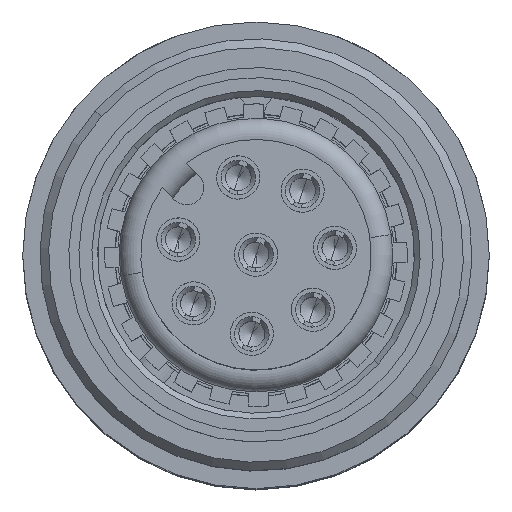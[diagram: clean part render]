
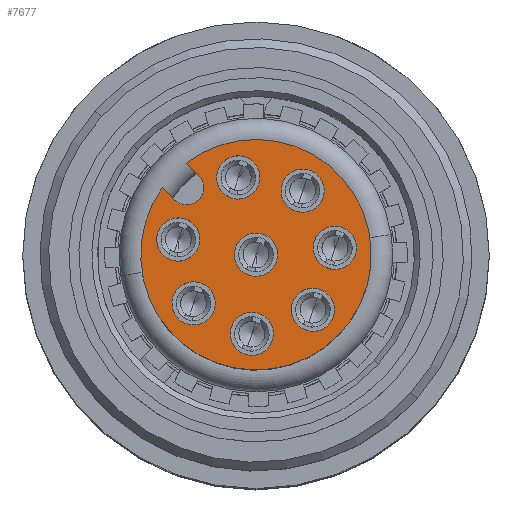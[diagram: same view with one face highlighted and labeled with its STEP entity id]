
A CAD part, top view. The second image highlights one B-rep face of the part: STEP entity #7677.
In plain terms, the highlighted planar face has unit normal (0, 0, 1).
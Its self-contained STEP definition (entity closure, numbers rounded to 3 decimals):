
#292=CARTESIAN_POINT('',(1.749,4.974,29.16));
#293=DIRECTION('',(0.,0.,1.));
#294=DIRECTION('',(0.719,-0.695,0.));
#295=AXIS2_PLACEMENT_3D('',#292,#293,#294);
#297=CARTESIAN_POINT('',(4.157,2.645,29.16));
#298=DIRECTION('',(0.,0.,-1.));
#299=DIRECTION('',(-0.606,0.795,0.));
#300=AXIS2_PLACEMENT_3D('',#297,#298,#299);
#302=CARTESIAN_POINT('',(4.157,2.645,29.16));
#303=DIRECTION('',(0.,0.,-1.));
#304=DIRECTION('',(0.719,-0.695,0.));
#305=AXIS2_PLACEMENT_3D('',#302,#303,#304);
#307=CARTESIAN_POINT('',(1.749,4.974,29.16));
#308=DIRECTION('',(0.,0.,1.));
#309=DIRECTION('',(-0.695,-0.719,0.));
#310=AXIS2_PLACEMENT_3D('',#307,#308,#309);
#312=CARTESIAN_POINT('',(1.988,0.953,29.16));
#313=DIRECTION('',(0.,0.,1.));
#314=DIRECTION('',(0.719,-0.695,0.));
#315=AXIS2_PLACEMENT_3D('',#312,#313,#314);
#317=CARTESIAN_POINT('',(1.988,0.953,29.16));
#318=DIRECTION('',(0.,0.,1.));
#319=DIRECTION('',(-0.719,0.695,0.));
#320=AXIS2_PLACEMENT_3D('',#317,#318,#319);
#322=CARTESIAN_POINT('',(1.458,3.171,29.16));
#323=DIRECTION('',(0.,0.,1.));
#324=DIRECTION('',(0.719,-0.695,0.));
#325=AXIS2_PLACEMENT_3D('',#322,#323,#324);
#327=CARTESIAN_POINT('',(1.458,3.171,29.16));
#328=DIRECTION('',(0.,0.,1.));
#329=DIRECTION('',(-0.719,0.695,0.));
#330=AXIS2_PLACEMENT_3D('',#327,#328,#329);
#332=CARTESIAN_POINT('',(5.775,4.868,29.16));
#333=DIRECTION('',(0.,0.,1.));
#334=DIRECTION('',(0.719,-0.695,0.));
#335=AXIS2_PLACEMENT_3D('',#332,#333,#334);
#337=CARTESIAN_POINT('',(5.775,4.868,29.16));
#338=DIRECTION('',(0.,0.,1.));
#339=DIRECTION('',(-0.719,0.695,0.));
#340=AXIS2_PLACEMENT_3D('',#337,#338,#339);
#342=CARTESIAN_POINT('',(6.133,0.733,29.16));
#343=DIRECTION('',(0.,0.,1.));
#344=DIRECTION('',(0.719,-0.695,0.));
#345=AXIS2_PLACEMENT_3D('',#342,#343,#344);
#347=CARTESIAN_POINT('',(6.133,0.733,29.16));
#348=DIRECTION('',(0.,0.,1.));
#349=DIRECTION('',(-0.719,0.695,0.));
#350=AXIS2_PLACEMENT_3D('',#347,#348,#349);
#352=CARTESIAN_POINT('',(6.896,2.882,29.16));
#353=DIRECTION('',(0.,0.,1.));
#354=DIRECTION('',(0.719,-0.695,0.));
#355=AXIS2_PLACEMENT_3D('',#352,#353,#354);
#357=CARTESIAN_POINT('',(6.896,2.882,29.16));
#358=DIRECTION('',(0.,0.,1.));
#359=DIRECTION('',(-0.719,0.695,0.));
#360=AXIS2_PLACEMENT_3D('',#357,#358,#359);
#362=CARTESIAN_POINT('',(3.54,5.325,29.16));
#363=DIRECTION('',(0.,0.,1.));
#364=DIRECTION('',(0.719,-0.695,0.));
#365=AXIS2_PLACEMENT_3D('',#362,#363,#364);
#367=CARTESIAN_POINT('',(3.54,5.325,29.16));
#368=DIRECTION('',(0.,0.,1.));
#369=DIRECTION('',(-0.719,0.695,0.));
#370=AXIS2_PLACEMENT_3D('',#367,#368,#369);
#372=CARTESIAN_POINT('',(4.157,2.645,29.16));
#373=DIRECTION('',(0.,0.,1.));
#374=DIRECTION('',(0.719,-0.695,0.));
#375=AXIS2_PLACEMENT_3D('',#372,#373,#374);
#377=CARTESIAN_POINT('',(4.157,2.645,29.16));
#378=DIRECTION('',(0.,0.,1.));
#379=DIRECTION('',(-0.719,0.695,0.));
#380=AXIS2_PLACEMENT_3D('',#377,#378,#379);
#382=CARTESIAN_POINT('',(4.01,-0.102,29.16));
#383=DIRECTION('',(0.,0.,1.));
#384=DIRECTION('',(0.719,-0.695,0.));
#385=AXIS2_PLACEMENT_3D('',#382,#383,#384);
#387=CARTESIAN_POINT('',(4.01,-0.102,29.16));
#388=DIRECTION('',(0.,0.,1.));
#389=DIRECTION('',(-0.719,0.695,0.));
#390=AXIS2_PLACEMENT_3D('',#387,#388,#389);
#400=DIRECTION('',(-0.719,0.695,0.));
#401=VECTOR('',#400,0.605);
#402=CARTESIAN_POINT('',(1.331,4.542,29.16));
#403=LINE('',#402,#401);
#517=DIRECTION('',(0.719,-0.695,0.));
#518=VECTOR('',#517,0.605);
#519=CARTESIAN_POINT('',(1.731,5.825,29.16));
#520=LINE('',#519,#518);
#6689=CARTESIAN_POINT('',(1.731,5.825,29.16));
#6690=CARTESIAN_POINT('',(7.032,-0.136,
29.16));
#6691=VERTEX_POINT('',#6689);
#6692=VERTEX_POINT('',#6690);
#6693=CARTESIAN_POINT('',(0.897,4.963,29.16));
#6694=VERTEX_POINT('',#6693);
#6695=CARTESIAN_POINT('',(2.18,4.556,29.16));
#6696=CARTESIAN_POINT('',(2.166,5.405,29.16));
#6697=VERTEX_POINT('',#6695);
#6698=VERTEX_POINT('',#6696);
#6699=CARTESIAN_POINT('',(1.331,4.542,29.16));
#6700=VERTEX_POINT('',#6699);
#6701=CARTESIAN_POINT('',(2.527,0.432,29.16));
#6702=CARTESIAN_POINT('',(1.449,1.475,29.16));
#6703=VERTEX_POINT('',#6701);
#6704=VERTEX_POINT('',#6702);
#6705=CARTESIAN_POINT('',(1.997,2.65,29.16));
#6706=CARTESIAN_POINT('',(0.918,3.693,29.16));
#6707=VERTEX_POINT('',#6705);
#6708=VERTEX_POINT('',#6706);
#6709=CARTESIAN_POINT('',(6.314,4.347,29.16));
#6710=CARTESIAN_POINT('',(5.236,5.39,29.16));
#6711=VERTEX_POINT('',#6709);
#6712=VERTEX_POINT('',#6710);
#6713=CARTESIAN_POINT('',(6.672,0.211,29.16));
#6714=CARTESIAN_POINT('',(5.594,1.254,29.16));
#6715=VERTEX_POINT('',#6713);
#6716=VERTEX_POINT('',#6714);
#6717=CARTESIAN_POINT('',(7.435,2.361,29.16));
#6718=CARTESIAN_POINT('',(6.357,3.404,29.16));
#6719=VERTEX_POINT('',#6717);
#6720=VERTEX_POINT('',#6718);
#6721=CARTESIAN_POINT('',(4.079,4.803,29.16));
#6722=CARTESIAN_POINT('',(3.001,5.846,29.16));
#6723=VERTEX_POINT('',#6721);
#6724=VERTEX_POINT('',#6722);
#6725=CARTESIAN_POINT('',(4.696,2.123,29.16));
#6726=CARTESIAN_POINT('',(3.617,3.166,29.16));
#6727=VERTEX_POINT('',#6725);
#6728=VERTEX_POINT('',#6726);
#6729=CARTESIAN_POINT('',(4.55,-0.623,
29.16));
#6730=CARTESIAN_POINT('',(3.471,0.42,29.16));
#6731=VERTEX_POINT('',#6729);
#6732=VERTEX_POINT('',#6730);
#7612=CARTESIAN_POINT('',(4.173,2.629,29.16));
#7613=DIRECTION('',(0.,0.,1.));
#7614=DIRECTION('',(0.719,-0.695,0.));
#7615=AXIS2_PLACEMENT_3D('',#7612,#7613,#7614);
#7616=PLANE('',#7615);
#7618=ORIENTED_EDGE('',*,*,#7617,.T.);
#7620=ORIENTED_EDGE('',*,*,#7619,.F.);
#7622=ORIENTED_EDGE('',*,*,#7621,.T.);
#7624=ORIENTED_EDGE('',*,*,#7623,.T.);
#7626=ORIENTED_EDGE('',*,*,#7625,.F.);
#7628=ORIENTED_EDGE('',*,*,#7627,.T.);
#7629=EDGE_LOOP('',(#7618,#7620,#7622,#7624,#7626,#7628));
#7630=FACE_OUTER_BOUND('',#7629,.F.);
#7632=ORIENTED_EDGE('',*,*,#7631,.T.);
#7634=ORIENTED_EDGE('',*,*,#7633,.T.);
#7635=EDGE_LOOP('',(#7632,#7634));
#7636=FACE_BOUND('',#7635,.F.);
#7638=ORIENTED_EDGE('',*,*,#7637,.T.);
#7640=ORIENTED_EDGE('',*,*,#7639,.T.);
#7641=EDGE_LOOP('',(#7638,#7640));
#7642=FACE_BOUND('',#7641,.F.);
#7644=ORIENTED_EDGE('',*,*,#7643,.T.);
#7646=ORIENTED_EDGE('',*,*,#7645,.T.);
#7647=EDGE_LOOP('',(#7644,#7646));
#7648=FACE_BOUND('',#7647,.F.);
#7649=ORIENTED_EDGE('',*,*,#7592,.T.);
#7650=ORIENTED_EDGE('',*,*,#7605,.T.);
#7651=EDGE_LOOP('',(#7649,#7650));
#7652=FACE_BOUND('',#7651,.F.);
#7654=ORIENTED_EDGE('',*,*,#7653,.T.);
#7656=ORIENTED_EDGE('',*,*,#7655,.T.);
#7657=EDGE_LOOP('',(#7654,#7656));
#7658=FACE_BOUND('',#7657,.F.);
#7660=ORIENTED_EDGE('',*,*,#7659,.T.);
#7662=ORIENTED_EDGE('',*,*,#7661,.T.);
#7663=EDGE_LOOP('',(#7660,#7662));
#7664=FACE_BOUND('',#7663,.F.);
#7666=ORIENTED_EDGE('',*,*,#7665,.T.);
#7668=ORIENTED_EDGE('',*,*,#7667,.T.);
#7669=EDGE_LOOP('',(#7666,#7668));
#7670=FACE_BOUND('',#7669,.F.);
#7672=ORIENTED_EDGE('',*,*,#7671,.T.);
#7674=ORIENTED_EDGE('',*,*,#7673,.T.);
#7675=EDGE_LOOP('',(#7672,#7674));
#7676=FACE_BOUND('',#7675,.F.);
#296=CIRCLE('',#295,0.6);
#301=CIRCLE('',#300,4.);
#306=CIRCLE('',#305,4.);
#311=CIRCLE('',#310,0.6);
#316=CIRCLE('',#315,0.75);
#321=CIRCLE('',#320,0.75);
#326=CIRCLE('',#325,0.75);
#331=CIRCLE('',#330,0.75);
#336=CIRCLE('',#335,0.75);
#341=CIRCLE('',#340,0.75);
#346=CIRCLE('',#345,0.75);
#351=CIRCLE('',#350,0.75);
#356=CIRCLE('',#355,0.75);
#361=CIRCLE('',#360,0.75);
#366=CIRCLE('',#365,0.75);
#371=CIRCLE('',#370,0.75);
#376=CIRCLE('',#375,0.75);
#381=CIRCLE('',#380,0.75);
#386=CIRCLE('',#385,0.75);
#391=CIRCLE('',#390,0.75);
#7592=EDGE_CURVE('',#6715,#6716,#346,.T.);
#7605=EDGE_CURVE('',#6716,#6715,#351,.T.);
#7617=EDGE_CURVE('',#6697,#6698,#296,.T.);
#7619=EDGE_CURVE('',#6691,#6698,#520,.T.);
#7621=EDGE_CURVE('',#6691,#6692,#301,.T.);
#7623=EDGE_CURVE('',#6692,#6694,#306,.T.);
#7625=EDGE_CURVE('',#6700,#6694,#403,.T.);
#7627=EDGE_CURVE('',#6700,#6697,#311,.T.);
#7631=EDGE_CURVE('',#6703,#6704,#316,.T.);
#7633=EDGE_CURVE('',#6704,#6703,#321,.T.);
#7637=EDGE_CURVE('',#6707,#6708,#326,.T.);
#7639=EDGE_CURVE('',#6708,#6707,#331,.T.);
#7643=EDGE_CURVE('',#6711,#6712,#336,.T.);
#7645=EDGE_CURVE('',#6712,#6711,#341,.T.);
#7653=EDGE_CURVE('',#6719,#6720,#356,.T.);
#7655=EDGE_CURVE('',#6720,#6719,#361,.T.);
#7659=EDGE_CURVE('',#6723,#6724,#366,.T.);
#7661=EDGE_CURVE('',#6724,#6723,#371,.T.);
#7665=EDGE_CURVE('',#6727,#6728,#376,.T.);
#7667=EDGE_CURVE('',#6728,#6727,#381,.T.);
#7671=EDGE_CURVE('',#6731,#6732,#386,.T.);
#7673=EDGE_CURVE('',#6732,#6731,#391,.T.);
#7677=ADVANCED_FACE('',(#7630,#7636,#7642,#7648,#7652,#7658,#7664,#7670,#7676),
#7616,.T.);
